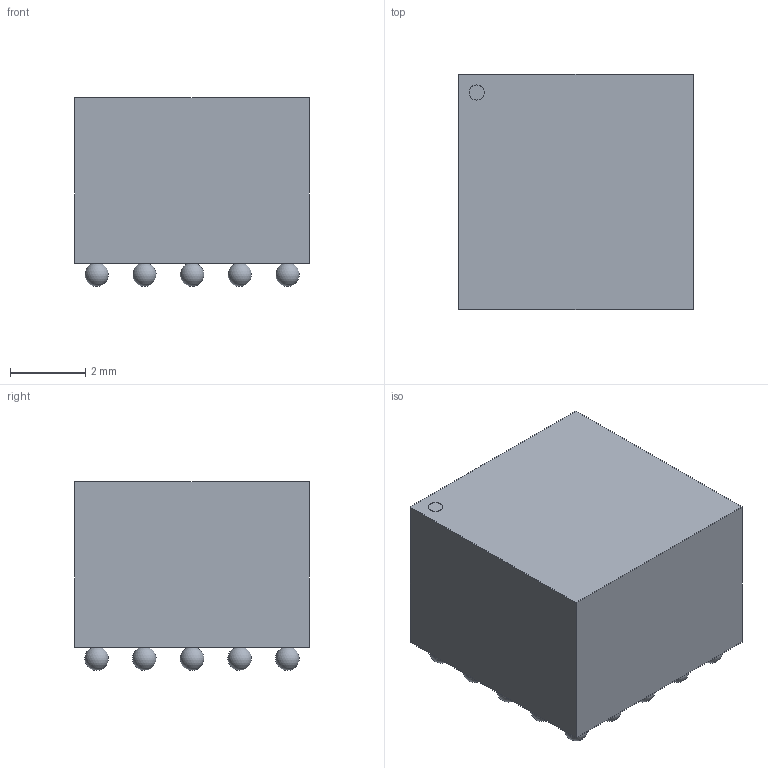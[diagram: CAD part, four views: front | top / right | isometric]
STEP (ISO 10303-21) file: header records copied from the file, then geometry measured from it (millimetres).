
FILE_DESCRIPTION(/* description */ ('model of BGA-25_5x5_6.35x6.35mm_Pitch1.27mm'),/* implementation_level */ '2;1');
FILE_NAME(/* name */ 'BGA-25_5x5_6.35x6.35mm_Pitch1.27mm.step',/* time_stamp */ '2017-06-13T10:52:07',/* author */ ('kicad StepUp','ksu'),/* organization */ ('FreeCAD'),/* preprocessor_version */ 'OCC',/* originating_system */ 'kicad StepUp',/* authorisation */ '');
FILE_SCHEMA(('AUTOMOTIVE_DESIGN_CC2 { 1 2 10303 214 -1 1 5 4 }'));
Length unit declared in the file: millimetre
Products named in the file (1): BGA_25_5x5_635x635mm_Pitch127mm
Bounding box: 6.25 x 6.25 x 5.03 mm (x, y, z)
Volume: 174.4 mm3; surface area: 207.4 mm2
Topology: 1 solids, 1 shells, 24 faces, 63 edges, 42 vertices
Faces by surface type: sphere 16, plane 7, cylinder 1
Full cylindrical faces by diameter (mm): 0.4 x1
Entity records: 863 total; most frequent: DIRECTION 131, CARTESIAN_POINT 114, ORIENTED_EDGE 94, AXIS2_PLACEMENT_3D 59, EDGE_CURVE 47, VERTEX_POINT 42, FACE_BOUND 41, EDGE_LOOP 41
